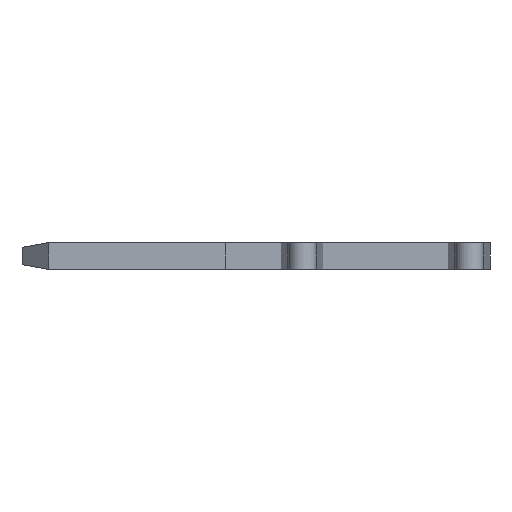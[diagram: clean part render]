
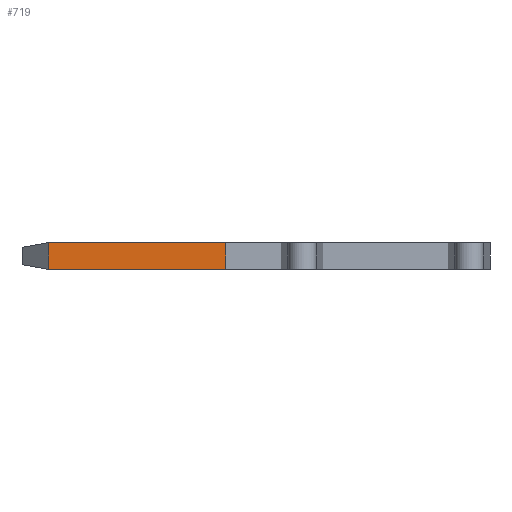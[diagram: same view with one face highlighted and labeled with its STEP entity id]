
A CAD part, front view. The second image highlights one B-rep face of the part: STEP entity #719.
In plain terms, the highlighted planar face has unit normal (0, -1, 0).
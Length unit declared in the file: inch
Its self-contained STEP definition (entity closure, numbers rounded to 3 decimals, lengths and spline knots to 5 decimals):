
#87 = VECTOR ( 'NONE', #169, 39.37008 ) ;
#88 = CARTESIAN_POINT ( 'NONE',  ( -0.52699, 0.303, 0. ) ) ;
#89 = LINE ( 'NONE', #88, #87 ) ;
#113 = FACE_OUTER_BOUND ( 'NONE', #720, .T. ) ;
#118 = DIRECTION ( 'NONE',  ( 0., 0., -1. ) ) ;
#119 = VECTOR ( 'NONE', #118, 39.37008 ) ;
#120 = CARTESIAN_POINT ( 'NONE',  ( -0.52699, 0.303, 0.032 ) ) ;
#121 = LINE ( 'NONE', #120, #119 ) ;
#154 = CARTESIAN_POINT ( 'NONE',  ( -0.315, 0.303, 0. ) ) ;
#169 = DIRECTION ( 'NONE',  ( 1., 0., 0. ) ) ;
#198 = DIRECTION ( 'NONE',  ( -1., 0., 0. ) ) ;
#199 = DIRECTION ( 'NONE',  ( 0., 1., 0. ) ) ;
#200 = CARTESIAN_POINT ( 'NONE',  ( -0.52699, 0.303, 0.032 ) ) ;
#201 = AXIS2_PLACEMENT_3D ( 'NONE', #200, #199, #198 ) ;
#202 = PLANE ( 'NONE',  #201 ) ;
#455 = EDGE_CURVE ( 'NONE', #478, #467, #824, .T. ) ;
#467 = VERTEX_POINT ( 'NONE', #864 ) ;
#478 = VERTEX_POINT ( 'NONE', #847 ) ;
#491 = VERTEX_POINT ( 'NONE', #919 ) ;
#513 = ORIENTED_EDGE ( 'NONE', *, *, #716, .T. ) ;
#626 = ORIENTED_EDGE ( 'NONE', *, *, #690, .T. ) ;
#627 = ORIENTED_EDGE ( 'NONE', *, *, #628, .F. ) ;
#628 = EDGE_CURVE ( 'NONE', #467, #682, #1084, .T. ) ;
#660 = ORIENTED_EDGE ( 'NONE', *, *, #455, .F. ) ;
#682 = VERTEX_POINT ( 'NONE', #154 ) ;
#690 = EDGE_CURVE ( 'NONE', #491, #682, #89, .T. ) ;
#716 = EDGE_CURVE ( 'NONE', #478, #491, #121, .T. ) ;
#719 = ADVANCED_FACE ( 'NONE', ( #113 ), #202, .F. ) ;
#720 = EDGE_LOOP ( 'NONE', ( #626, #627, #660, #513 ) ) ;
#821 = DIRECTION ( 'NONE',  ( 1., 0., 0. ) ) ;
#822 = VECTOR ( 'NONE', #821, 39.37008 ) ;
#823 = CARTESIAN_POINT ( 'NONE',  ( -0.52699, 0.303, 0.032 ) ) ;
#824 = LINE ( 'NONE', #823, #822 ) ;
#847 = CARTESIAN_POINT ( 'NONE',  ( -0.52699, 0.303, 0.032 ) ) ;
#864 = CARTESIAN_POINT ( 'NONE',  ( -0.315, 0.303, 0.032 ) ) ;
#919 = CARTESIAN_POINT ( 'NONE',  ( -0.52699, 0.303, 0. ) ) ;
#1081 = DIRECTION ( 'NONE',  ( 0., 0., -1. ) ) ;
#1082 = VECTOR ( 'NONE', #1081, 39.37008 ) ;
#1083 = CARTESIAN_POINT ( 'NONE',  ( -0.315, 0.303, 0.032 ) ) ;
#1084 = LINE ( 'NONE', #1083, #1082 ) ;
